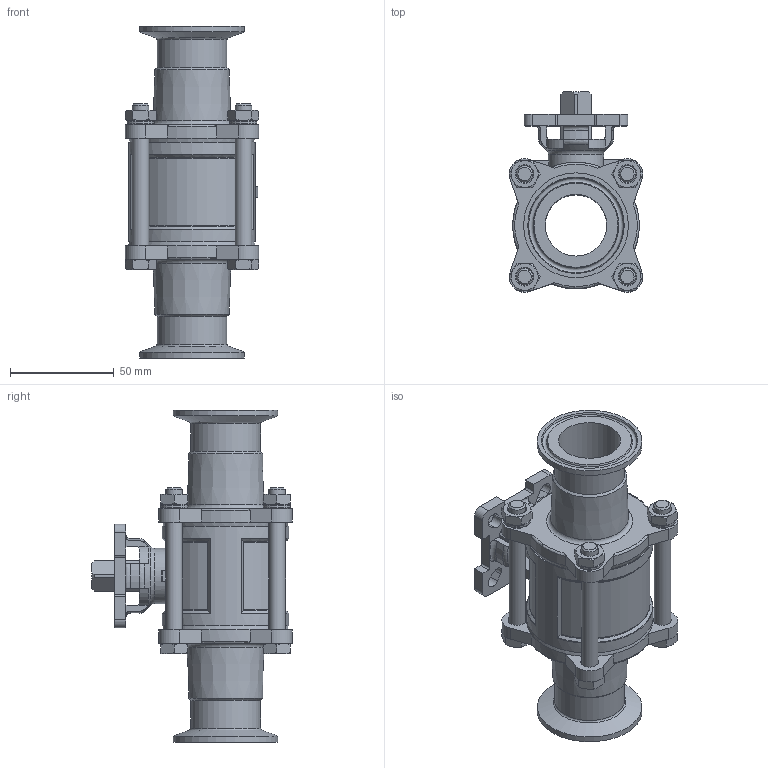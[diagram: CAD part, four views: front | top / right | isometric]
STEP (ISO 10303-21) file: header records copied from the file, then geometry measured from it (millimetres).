
FILE_DESCRIPTION(/* description */ ('STEP AP214'),/* implementation_level */ '2;1');
FILE_NAME(/* name */ '4802246_VZBD-1-S5-16-T-2-F0405-V14V14',/* time_stamp */ '2024-09-18T01:23:01+02:00',/* author */ ('License CC BY-ND 4.0'),/* organization */ ('CADENAS'),/* preprocessor_version */ 'ST-DEVELOPER v19.3',/* originating_system */ 'PARTsolutions',/* authorisation */ ' ');
FILE_SCHEMA (('AUTOMOTIVE_DESIGN {1 0 10303 214 3 1 1}'));
Length unit declared in the file: millimetre
Products named in the file (1): 4802246 VZBD-1-S5-16-T-2-F0405-V14V14
Bounding box: 64.51 x 96.65 x 160 mm (x, y, z)
Volume: 219322.5 mm3; surface area: 70568.9 mm2
Topology: 1 solids, 1 shells, 412 faces, 993 edges, 610 vertices
Faces by surface type: plane 157, cone 130, cylinder 79, torus 46
Full cylindrical faces by diameter (mm): 4.917 x1, 8 x8, 8.6 x9, 13 x4, 19 x1, 26.6 x1, 29.7 x1, 30.5 x1, 33.7 x2, 50.5 x2, 61 x1
Entity records: 11909 total; most frequent: CARTESIAN_POINT 2838, ORIENTED_EDGE 1828, DIRECTION 1820, EDGE_CURVE 914, AXIS2_PLACEMENT_3D 771, VERTEX_POINT 604, EDGE_LOOP 542, FACE_BOUND 542
